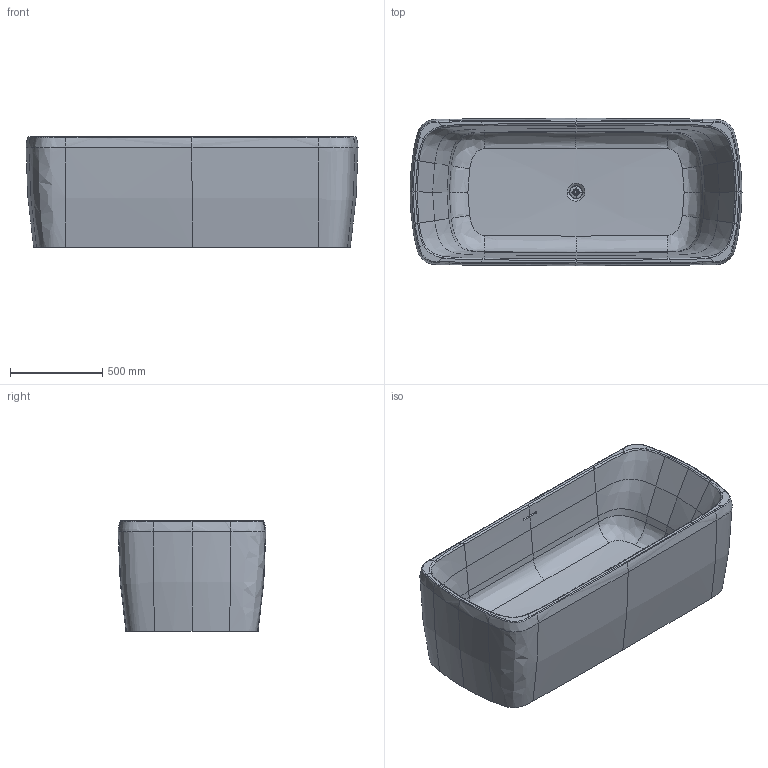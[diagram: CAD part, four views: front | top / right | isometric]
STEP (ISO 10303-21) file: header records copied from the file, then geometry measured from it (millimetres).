
FILE_DESCRIPTION(/* description */ (''),/* implementation_level */ '2;1');
FILE_NAME(/* name */ '700911',/* time_stamp */ '2022-10-25T13:40:13+02:00',/* author */ (''),/* organization */ (''),/* preprocessor_version */ 'ST-DEVELOPER v15',/* originating_system */ '',/* authorisation */ '');
FILE_SCHEMA (('AUTOMOTIVE_DESIGN'));
Length unit declared in the file: millimetre
Products named in the file (1): Document
Bounding box: 1800 x 800 x 600 mm (x, y, z)
Volume: 79285977.4 mm3; surface area: 11016139.7 mm2
Topology: 3 solids, 3 shells, 458 faces, 1093 edges, 638 vertices
Faces by surface type: bspline 386, plane 72
Entity records: 105707 total; most frequent: CARTESIAN_POINT 99073, ORIENTED_EDGE 2178, EDGE_CURVE 1089, B_SPLINE_CURVE_WITH_KNOTS 849, VERTEX_POINT 638, EDGE_LOOP 471, ADVANCED_FACE 458, FACE_OUTER_BOUND 458
